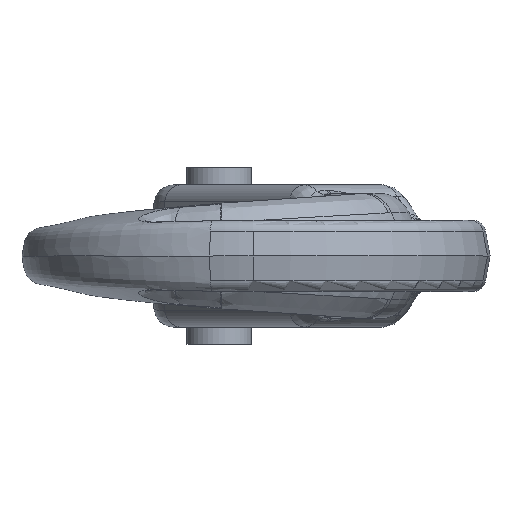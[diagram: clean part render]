
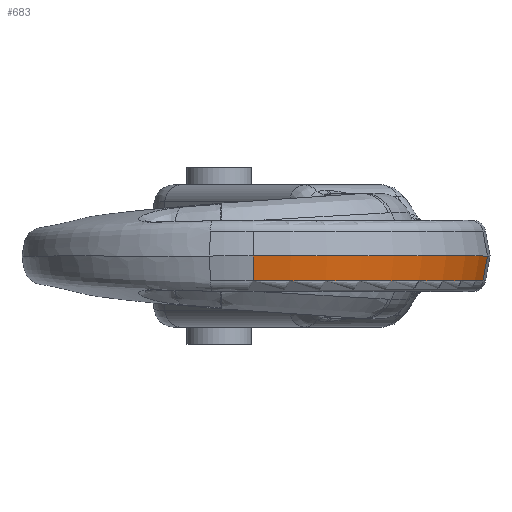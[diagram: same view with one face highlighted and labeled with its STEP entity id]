
A CAD part, front view. The second image highlights one B-rep face of the part: STEP entity #683.
In plain terms, the highlighted conical face has half-angle 10.339 degrees and reference radius 54.837 mm.
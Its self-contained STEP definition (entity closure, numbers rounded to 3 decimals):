
#683=ADVANCED_FACE('',(#1774),#1775,.T.);
#1774=FACE_OUTER_BOUND('',#3315,.T.);
#1775=CONICAL_SURFACE('',#3316,54.837,0.18);
#3315=EDGE_LOOP('',(#25277,#25278,#25279,#25280));
#3316=AXIS2_PLACEMENT_3D('',#25281,#25282,#25283);
#25277=ORIENTED_EDGE('',*,*,#28875,.F.);
#25278=ORIENTED_EDGE('',*,*,#28876,.T.);
#25279=ORIENTED_EDGE('',*,*,#28877,.F.);
#25280=ORIENTED_EDGE('',*,*,#28878,.F.);
#25281=CARTESIAN_POINT('',(7.366,-3.9,0.));
#25282=DIRECTION('',(-0.0,0.0,1.0));
#25283=DIRECTION('',(0.0,-1.0,0.0));
#28875=EDGE_CURVE('',#30723,#30724,#30725,.T.);
#28876=EDGE_CURVE('',#30723,#30726,#30727,.F.);
#28877=EDGE_CURVE('',#30728,#30726,#30729,.T.);
#28878=EDGE_CURVE('',#30724,#30728,#30730,.T.);
#30723=VERTEX_POINT('',#33310);
#30724=VERTEX_POINT('',#33311);
#30725=LINE('',#33312,#33313);
#30726=VERTEX_POINT('',#33314);
#30727=CIRCLE('',#33315,53.78);
#30728=VERTEX_POINT('',#33316);
#30729=LINE('',#33317,#33318);
#30730=CIRCLE('',#33319,54.837);
#33310=CARTESIAN_POINT('',(7.366,-57.68,-5.788));
#33311=CARTESIAN_POINT('',(7.366,-58.737,0.));
#33312=CARTESIAN_POINT('',(7.366,-58.737,0.));
#33313=VECTOR('',#48446,1.0);
#33314=CARTESIAN_POINT('',(60.624,-11.373,-5.788));
#33315=AXIS2_PLACEMENT_3D('',#48447,#48448,#48449);
#33316=CARTESIAN_POINT('',(61.67,-11.519,0.));
#33317=CARTESIAN_POINT('',(61.67,-11.519,0.));
#33318=VECTOR('',#48450,5.884);
#33319=AXIS2_PLACEMENT_3D('',#48451,#48452,#48453);
#48446=DIRECTION('',(0.,-0.179,0.984));
#48447=CARTESIAN_POINT('',(7.366,-3.9,-5.788));
#48448=DIRECTION('',(0.0,0.0,-1.0));
#48449=DIRECTION('',(0.0,-1.0,0.0));
#48450=DIRECTION('',(-0.178,0.025,-0.984));
#48451=CARTESIAN_POINT('',(7.366,-3.9,0.));
#48452=DIRECTION('',(0.0,-0.0,1.0));
#48453=DIRECTION('',(0.0,1.0,0.0));
